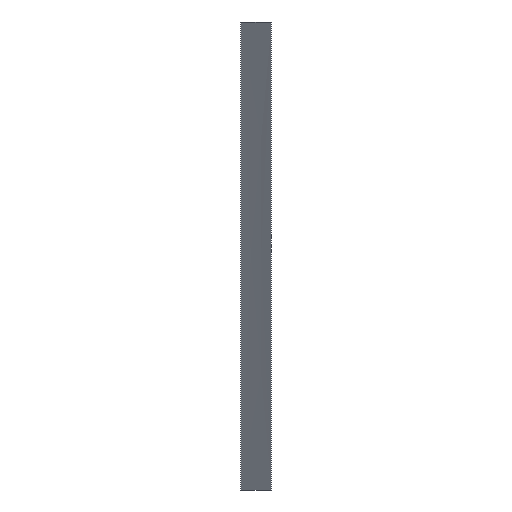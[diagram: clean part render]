
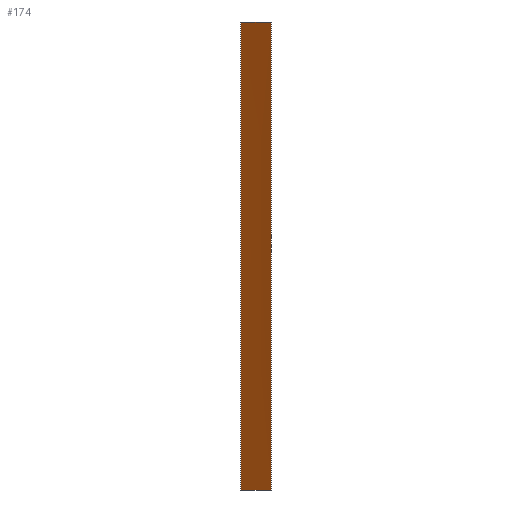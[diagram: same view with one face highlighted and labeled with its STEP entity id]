
A CAD part, top view. The second image highlights one B-rep face of the part: STEP entity #174.
In plain terms, the highlighted free-form (B-spline) face has degree [5, 3] with [15, 4] control points.
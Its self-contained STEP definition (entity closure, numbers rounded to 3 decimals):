
#54=CARTESIAN_POINT('Control Point',(-2.499,-49.942,279.992)) ;
#55=CARTESIAN_POINT('Control Point',(-0.834,-50.025,280.)) ;
#56=CARTESIAN_POINT('Control Point',(0.834,-50.025,280.)) ;
#57=CARTESIAN_POINT('Control Point',(2.499,-49.942,279.992)) ;
#58=CARTESIAN_POINT('Control Point',(-2.499,-53.716,265.918)) ;
#59=CARTESIAN_POINT('Control Point',(-0.835,-53.797,265.926)) ;
#60=CARTESIAN_POINT('Control Point',(0.835,-53.797,265.926)) ;
#61=CARTESIAN_POINT('Control Point',(2.499,-53.716,265.918)) ;
#62=CARTESIAN_POINT('Control Point',(-2.499,-57.489,251.844)) ;
#63=CARTESIAN_POINT('Control Point',(-0.834,-57.568,251.838)) ;
#64=CARTESIAN_POINT('Control Point',(0.834,-57.568,251.838)) ;
#65=CARTESIAN_POINT('Control Point',(2.499,-57.489,251.844)) ;
#66=CARTESIAN_POINT('Control Point',(-2.5,-61.224,237.913)) ;
#67=CARTESIAN_POINT('Control Point',(-0.835,-61.3,237.909)) ;
#68=CARTESIAN_POINT('Control Point',(0.835,-61.3,237.909)) ;
#69=CARTESIAN_POINT('Control Point',(2.5,-61.224,237.913)) ;
#70=CARTESIAN_POINT('Control Point',(-2.5,-68.65,210.209)) ;
#71=CARTESIAN_POINT('Control Point',(-0.835,-68.721,210.206)) ;
#72=CARTESIAN_POINT('Control Point',(0.835,-68.721,210.206)) ;
#73=CARTESIAN_POINT('Control Point',(2.5,-68.65,210.209)) ;
#74=CARTESIAN_POINT('Control Point',(-2.5,-76.066,182.538)) ;
#75=CARTESIAN_POINT('Control Point',(-0.835,-76.132,182.535)) ;
#76=CARTESIAN_POINT('Control Point',(0.835,-76.132,182.535)) ;
#77=CARTESIAN_POINT('Control Point',(2.5,-76.066,182.538)) ;
#78=CARTESIAN_POINT('Control Point',(-2.5,-79.791,168.636)) ;
#79=CARTESIAN_POINT('Control Point',(-0.835,-79.854,168.635)) ;
#80=CARTESIAN_POINT('Control Point',(0.835,-79.854,168.635)) ;
#81=CARTESIAN_POINT('Control Point',(2.5,-79.791,168.636)) ;
#82=CARTESIAN_POINT('Control Point',(-2.5,-87.313,140.567)) ;
#83=CARTESIAN_POINT('Control Point',(-0.835,-87.371,140.566)) ;
#84=CARTESIAN_POINT('Control Point',(0.835,-87.371,140.566)) ;
#85=CARTESIAN_POINT('Control Point',(2.5,-87.313,140.567)) ;
#86=CARTESIAN_POINT('Control Point',(-2.5,-94.859,112.403)) ;
#87=CARTESIAN_POINT('Control Point',(-0.834,-94.913,112.403)) ;
#88=CARTESIAN_POINT('Control Point',(0.834,-94.913,112.403)) ;
#89=CARTESIAN_POINT('Control Point',(2.5,-94.859,112.403)) ;
#90=CARTESIAN_POINT('Control Point',(-2.5,-98.627,98.343)) ;
#91=CARTESIAN_POINT('Control Point',(-0.834,-98.677,98.342)) ;
#92=CARTESIAN_POINT('Control Point',(0.834,-98.677,98.342)) ;
#93=CARTESIAN_POINT('Control Point',(2.5,-98.627,98.343)) ;
#94=CARTESIAN_POINT('Control Point',(-2.5,-106.151,70.261)) ;
#95=CARTESIAN_POINT('Control Point',(-0.834,-106.196,70.261)) ;
#96=CARTESIAN_POINT('Control Point',(0.834,-106.196,70.261)) ;
#97=CARTESIAN_POINT('Control Point',(2.5,-106.151,70.261)) ;
#98=CARTESIAN_POINT('Control Point',(-2.5,-113.671,42.194)) ;
#99=CARTESIAN_POINT('Control Point',(-0.834,-113.711,42.194)) ;
#100=CARTESIAN_POINT('Control Point',(0.834,-113.711,42.194)) ;
#101=CARTESIAN_POINT('Control Point',(2.5,-113.671,42.194)) ;
#102=CARTESIAN_POINT('Control Point',(-2.5,-117.433,28.15)) ;
#103=CARTESIAN_POINT('Control Point',(-0.834,-117.472,28.15)) ;
#104=CARTESIAN_POINT('Control Point',(0.834,-117.472,28.15)) ;
#105=CARTESIAN_POINT('Control Point',(2.5,-117.433,28.15)) ;
#106=CARTESIAN_POINT('Control Point',(-2.5,-121.204,14.075)) ;
#107=CARTESIAN_POINT('Control Point',(-0.834,-121.24,14.075)) ;
#108=CARTESIAN_POINT('Control Point',(0.834,-121.24,14.075)) ;
#109=CARTESIAN_POINT('Control Point',(2.5,-121.204,14.075)) ;
#110=CARTESIAN_POINT('Control Point',(-2.5,-124.975,0.)) ;
#111=CARTESIAN_POINT('Control Point',(-0.834,-125.008,0.)) ;
#112=CARTESIAN_POINT('Control Point',(0.834,-125.008,0.)) ;
#113=CARTESIAN_POINT('Control Point',(2.5,-124.975,0.)) ;
#115=CARTESIAN_POINT('Control Point',(-2.499,-49.942,279.992)) ;
#116=CARTESIAN_POINT('Control Point',(-2.499,-53.716,265.918)) ;
#117=CARTESIAN_POINT('Control Point',(-2.499,-57.489,251.844)) ;
#118=CARTESIAN_POINT('Control Point',(-2.5,-61.224,237.913)) ;
#119=CARTESIAN_POINT('Control Point',(-2.5,-68.65,210.209)) ;
#120=CARTESIAN_POINT('Control Point',(-2.5,-76.066,182.538)) ;
#121=CARTESIAN_POINT('Control Point',(-2.5,-79.791,168.636)) ;
#122=CARTESIAN_POINT('Control Point',(-2.5,-87.313,140.567)) ;
#123=CARTESIAN_POINT('Control Point',(-2.5,-94.859,112.403)) ;
#124=CARTESIAN_POINT('Control Point',(-2.5,-98.627,98.343)) ;
#125=CARTESIAN_POINT('Control Point',(-2.5,-106.151,70.261)) ;
#126=CARTESIAN_POINT('Control Point',(-2.5,-113.671,42.194)) ;
#127=CARTESIAN_POINT('Control Point',(-2.5,-117.433,28.15)) ;
#128=CARTESIAN_POINT('Control Point',(-2.5,-121.204,14.075)) ;
#129=CARTESIAN_POINT('Control Point',(-2.5,-124.975,0.)) ;
#130=CARTESIAN_POINT('Vertex',(-2.499,-49.942,279.992)) ;
#132=CARTESIAN_POINT('Vertex',(-2.5,-124.975,0.)) ;
#136=CARTESIAN_POINT('Control Point',(-2.5,-124.975,0.)) ;
#137=CARTESIAN_POINT('Control Point',(-0.834,-125.008,0.)) ;
#138=CARTESIAN_POINT('Control Point',(0.834,-125.008,0.)) ;
#139=CARTESIAN_POINT('Control Point',(2.5,-124.975,0.)) ;
#140=CARTESIAN_POINT('Vertex',(2.5,-124.975,0.)) ;
#144=CARTESIAN_POINT('Control Point',(2.499,-49.942,279.992)) ;
#145=CARTESIAN_POINT('Control Point',(2.499,-53.716,265.918)) ;
#146=CARTESIAN_POINT('Control Point',(2.499,-57.489,251.844)) ;
#147=CARTESIAN_POINT('Control Point',(2.5,-61.224,237.913)) ;
#148=CARTESIAN_POINT('Control Point',(2.5,-68.65,210.209)) ;
#149=CARTESIAN_POINT('Control Point',(2.5,-76.066,182.538)) ;
#150=CARTESIAN_POINT('Control Point',(2.5,-79.791,168.636)) ;
#151=CARTESIAN_POINT('Control Point',(2.5,-87.313,140.567)) ;
#152=CARTESIAN_POINT('Control Point',(2.5,-94.859,112.403)) ;
#153=CARTESIAN_POINT('Control Point',(2.5,-98.627,98.343)) ;
#154=CARTESIAN_POINT('Control Point',(2.5,-106.151,70.261)) ;
#155=CARTESIAN_POINT('Control Point',(2.5,-113.671,42.194)) ;
#156=CARTESIAN_POINT('Control Point',(2.5,-117.433,28.15)) ;
#157=CARTESIAN_POINT('Control Point',(2.5,-121.204,14.075)) ;
#158=CARTESIAN_POINT('Control Point',(2.5,-124.975,0.)) ;
#159=CARTESIAN_POINT('Vertex',(2.499,-49.942,279.992)) ;
#163=CARTESIAN_POINT('Control Point',(-2.499,-49.942,279.992)) ;
#164=CARTESIAN_POINT('Control Point',(-0.834,-50.025,280.)) ;
#165=CARTESIAN_POINT('Control Point',(0.834,-50.025,280.)) ;
#166=CARTESIAN_POINT('Control Point',(2.499,-49.942,279.992)) ;
#169=ORIENTED_EDGE('',*,*,#134,.T.) ;
#170=ORIENTED_EDGE('',*,*,#142,.T.) ;
#171=ORIENTED_EDGE('',*,*,#161,.T.) ;
#172=ORIENTED_EDGE('',*,*,#167,.T.) ;
#174=ADVANCED_FACE('Fill.5',(#173),#53,.T.) ;
#114=B_SPLINE_CURVE_WITH_KNOTS('',5,(#115,#116,#117,#118,#119,#120,#121,#122,#123,#124,#125,#126,#127,#128,#129),.UNSPECIFIED.,.F.,.U.,(6,3,3,3,6),(0.,72.467,144.935,217.402,289.869),.UNSPECIFIED.) ;
#135=B_SPLINE_CURVE_WITH_KNOTS('',3,(#136,#137,#138,#139),.UNSPECIFIED.,.F.,.U.,(4,4),(0.,5.002),.UNSPECIFIED.) ;
#143=B_SPLINE_CURVE_WITH_KNOTS('',5,(#144,#145,#146,#147,#148,#149,#150,#151,#152,#153,#154,#155,#156,#157,#158),.UNSPECIFIED.,.F.,.U.,(6,3,3,3,6),(0.,72.467,144.935,217.402,289.869),.UNSPECIFIED.) ;
#162=B_SPLINE_CURVE_WITH_KNOTS('',3,(#163,#164,#165,#166),.UNSPECIFIED.,.F.,.U.,(4,4),(0.,5.002),.UNSPECIFIED.) ;
#53=B_SPLINE_SURFACE_WITH_KNOTS('',5,3,((#54,#55,#56,#57),(#58,#59,#60,#61),(#62,#63,#64,#65),(#66,#67,#68,#69),(#70,#71,#72,#73),(#74,#75,#76,#77),(#78,#79,#80,#81),(#82,#83,#84,#85),(#86,#87,#88,#89),(#90,#91,#92,#93),(#94,#95,#96,#97),(#98,#99,#100,#101),(#102,#103,#104,#105),(#106,#107,#108,#109),(#110,#111,#112,#113)),.UNSPECIFIED.,.F.,.F.,.U.,(6,3,3,3,6),(4,4),(0.,72.467,144.935,217.402,289.869),(0.,5.002),.UNSPECIFIED.) ;
#134=EDGE_CURVE('',#131,#133,#114,.T.) ;
#142=EDGE_CURVE('',#133,#141,#135,.T.) ;
#161=EDGE_CURVE('',#141,#160,#143,.F.) ;
#167=EDGE_CURVE('',#160,#131,#162,.F.) ;
#168=EDGE_LOOP('',(#169,#170,#171,#172)) ;
#173=FACE_OUTER_BOUND('',#168,.T.) ;
#131=VERTEX_POINT('',#130) ;
#133=VERTEX_POINT('',#132) ;
#141=VERTEX_POINT('',#140) ;
#160=VERTEX_POINT('',#159) ;
